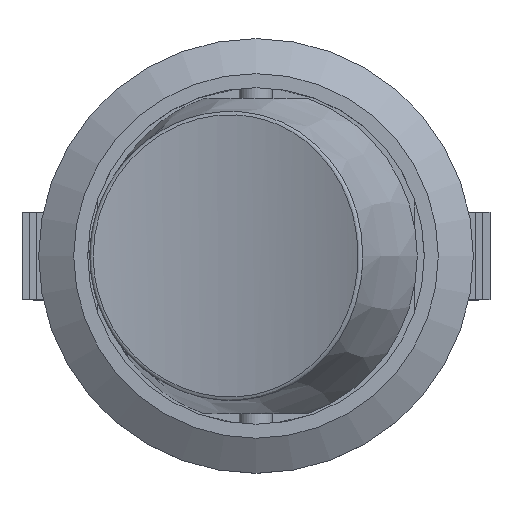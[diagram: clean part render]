
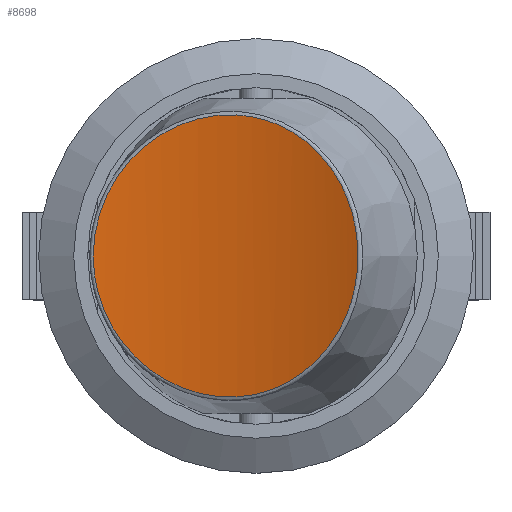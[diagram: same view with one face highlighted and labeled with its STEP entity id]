
A CAD part, top view. The second image highlights one B-rep face of the part: STEP entity #8698.
In plain terms, the highlighted cylindrical face has radius 32.5 mm (diameter 65 mm), a partial arc.
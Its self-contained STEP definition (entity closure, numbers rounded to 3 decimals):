
#18=B_SPLINE_CURVE_WITH_KNOTS('',3,(#12105,#12106,#12107,#12108,#12109,
#12110,#12111,#12112,#12113,#12114,#12115,#12116,#12117,#12118,#12119,#12120),
 .UNSPECIFIED.,.T.,.F.,(4,1,1,1,1,1,1,1,1,1,1,1,1,4),(-7.473,
-7.117,-6.762,-6.406,-6.139,
-6.05,-5.338,-4.864,-4.626,
-3.915,-3.559,-3.203,-2.847,
-2.491),.UNSPECIFIED.);
#222=CYLINDRICAL_SURFACE('',#9207,32.5);
#502=FACE_OUTER_BOUND('',#985,.T.);
#985=EDGE_LOOP('',(#5974));
#3657=VERTEX_POINT('',#12097);
#4558=EDGE_CURVE('',#3657,#3657,#18,.T.);
#5974=ORIENTED_EDGE('',*,*,#4558,.F.);
#8698=ADVANCED_FACE('',(#502),#222,.F.);
#9207=AXIS2_PLACEMENT_3D('',#12127,#9864,#9865);
#9864=DIRECTION('center_axis',(0.,1.,0.));
#9865=DIRECTION('ref_axis',(-0.48,0.,0.877));
#12097=CARTESIAN_POINT('',(-9.288,-0.001,0.282));
#12105=CARTESIAN_POINT('Ctrl Pts',(-9.288,-0.001,
0.282));
#12106=CARTESIAN_POINT('Ctrl Pts',(-9.288,1.191,0.282));
#12107=CARTESIAN_POINT('Ctrl Pts',(-8.748,3.579,0.281));
#12108=CARTESIAN_POINT('Ctrl Pts',(-6.509,6.466,0.388));
#12109=CARTESIAN_POINT('Ctrl Pts',(-3.537,7.984,0.8));
#12110=CARTESIAN_POINT('Ctrl Pts',(-1.207,8.118,1.37));
#12111=CARTESIAN_POINT('Ctrl Pts',(2.179,7.512,2.381));
#12112=CARTESIAN_POINT('Ctrl Pts',(5.434,4.494,3.937));
#12113=CARTESIAN_POINT('Ctrl Pts',(6.044,-0.431,
4.305));
#12114=CARTESIAN_POINT('Ctrl Pts',(4.83,-5.058,3.637));
#12115=CARTESIAN_POINT('Ctrl Pts',(1.494,-8.131,2.065));
#12116=CARTESIAN_POINT('Ctrl Pts',(-3.274,-8.117,
0.836));
#12117=CARTESIAN_POINT('Ctrl Pts',(-6.497,-6.473,
0.389));
#12118=CARTESIAN_POINT('Ctrl Pts',(-8.749,-3.583,
0.281));
#12119=CARTESIAN_POINT('Ctrl Pts',(-9.288,-1.192,
0.282));
#12120=CARTESIAN_POINT('Ctrl Pts',(-9.288,-0.001,
0.282));
#12127=CARTESIAN_POINT('Origin',(-9.612,0.,
32.78));
